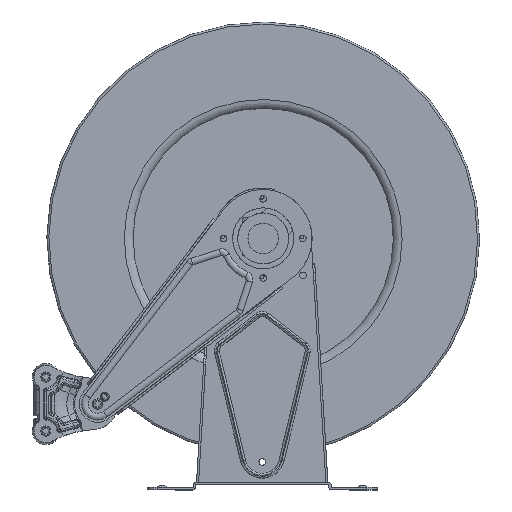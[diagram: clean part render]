
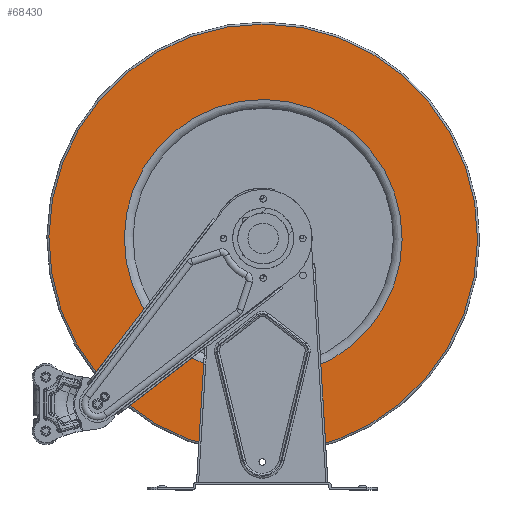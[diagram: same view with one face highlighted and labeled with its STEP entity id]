
A CAD part, left-side view. The second image highlights one B-rep face of the part: STEP entity #68430.
In plain terms, the highlighted planar face has unit normal (-1, 0, 0).
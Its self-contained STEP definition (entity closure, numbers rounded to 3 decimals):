
#18443=ORIENTED_EDGE('',*,*,#28025,.F.);
#18444=ORIENTED_EDGE('',*,*,#28026,.T.);
#28025=EDGE_CURVE('',#33433,#33433,#36701,.T.);
#28026=EDGE_CURVE('',#33434,#33434,#36702,.T.);
#33433=VERTEX_POINT('',#129334);
#33434=VERTEX_POINT('',#129337);
#36701=CIRCLE('',#73040,210.5);
#36702=CIRCLE('',#73042,136.413);
#39952=EDGE_LOOP('',(#18443));
#39953=EDGE_LOOP('',(#18444));
#43489=FACE_BOUND('',#39952,.T.);
#43490=FACE_BOUND('',#39953,.T.);
#45243=PLANE('',#73041);
#68430=ADVANCED_FACE('',(#43489,#43490),#45243,.F.);
#73040=AXIS2_PLACEMENT_3D('',#129333,#83332,#83333);
#73041=AXIS2_PLACEMENT_3D('',#129335,#83334,#83335);
#73042=AXIS2_PLACEMENT_3D('',#129336,#83336,#83337);
#83332=DIRECTION('',(1.,0.,0.));
#83333=DIRECTION('',(0.,0.35,-0.937));
#83334=DIRECTION('',(1.,0.,0.));
#83335=DIRECTION('',(0.,-0.35,0.937));
#83336=DIRECTION('',(1.,0.,0.));
#83337=DIRECTION('',(0.,0.35,-0.937));
#129333=CARTESIAN_POINT('',(-60.,-0.972,242.05));
#129334=CARTESIAN_POINT('',(-60.,72.691,44.86));
#129335=CARTESIAN_POINT('',(-60.,-230.175,157.958));
#129336=CARTESIAN_POINT('',(-60.,-0.972,242.05));
#129337=CARTESIAN_POINT('',(-60.,46.765,114.262));
